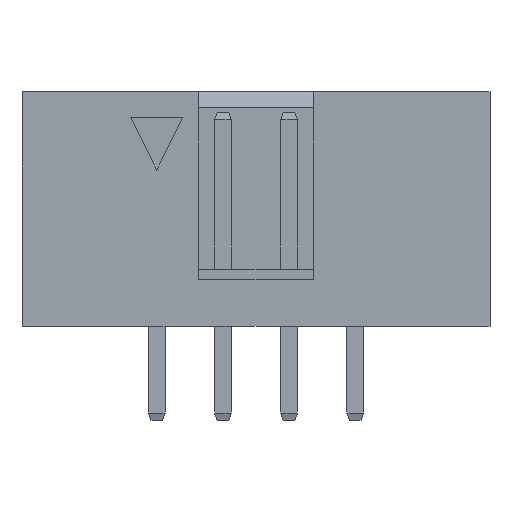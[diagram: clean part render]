
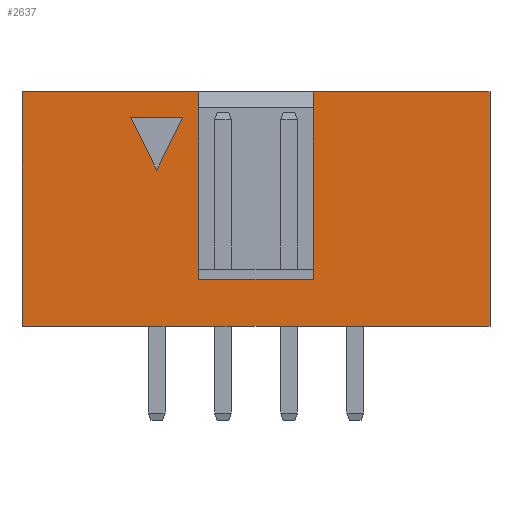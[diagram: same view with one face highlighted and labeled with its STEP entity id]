
A CAD part, front view. The second image highlights one B-rep face of the part: STEP entity #2637.
In plain terms, the highlighted planar face has unit normal (0, -1, 0).
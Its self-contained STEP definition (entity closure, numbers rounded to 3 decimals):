
#20 = VECTOR ( 'NONE', #5198, 1000. ) ;
#29 = DIRECTION ( 'NONE',  ( 1., 0., 0. ) ) ;
#106 = VECTOR ( 'NONE', #2824, 1000. ) ;
#145 = CARTESIAN_POINT ( 'NONE',  ( 1., -3.13, 8. ) ) ;
#174 = VERTEX_POINT ( 'NONE', #4682 ) ;
#177 = CARTESIAN_POINT ( 'NONE',  ( 1., -3.13, 8. ) ) ;
#231 = ORIENTED_EDGE ( 'NONE', *, *, #3807, .T. ) ;
#248 = ORIENTED_EDGE ( 'NONE', *, *, #3236, .F. ) ;
#358 = VECTOR ( 'NONE', #487, 1000. ) ;
#376 = CARTESIAN_POINT ( 'NONE',  ( 0., -3.13, 9. ) ) ;
#430 = VECTOR ( 'NONE', #3471, 1000. ) ;
#439 = LINE ( 'NONE', #2041, #1339 ) ;
#487 = DIRECTION ( 'NONE',  ( 1., 0., 0. ) ) ;
#586 = CARTESIAN_POINT ( 'NONE',  ( -1., -3.13, 8. ) ) ;
#593 = LINE ( 'NONE', #1776, #430 ) ;
#609 = ORIENTED_EDGE ( 'NONE', *, *, #826, .T. ) ;
#682 = VERTEX_POINT ( 'NONE', #145 ) ;
#699 = CARTESIAN_POINT ( 'NONE',  ( -5.17, -3.13, 0. ) ) ;
#747 = EDGE_CURVE ( 'NONE', #1418, #5046, #4547, .T. ) ;
#807 = VECTOR ( 'NONE', #2425, 1000. ) ;
#826 = EDGE_CURVE ( 'NONE', #682, #2061, #2294, .T. ) ;
#830 = CARTESIAN_POINT ( 'NONE',  ( 6.01, -3.13, 1.8 ) ) ;
#939 = VECTOR ( 'NONE', #3386, 1000. ) ;
#1043 = ORIENTED_EDGE ( 'NONE', *, *, #3930, .F. ) ;
#1143 = VERTEX_POINT ( 'NONE', #586 ) ;
#1180 = CARTESIAN_POINT ( 'NONE',  ( 0., -3.13, 6. ) ) ;
#1187 = ORIENTED_EDGE ( 'NONE', *, *, #2722, .T. ) ;
#1305 = VERTEX_POINT ( 'NONE', #2020 ) ;
#1309 = LINE ( 'NONE', #4728, #358 ) ;
#1339 = VECTOR ( 'NONE', #3796, 1000. ) ;
#1345 = LINE ( 'NONE', #4740, #2395 ) ;
#1356 = ORIENTED_EDGE ( 'NONE', *, *, #1437, .T. ) ;
#1399 = CARTESIAN_POINT ( 'NONE',  ( 6.01, -3.13, 9. ) ) ;
#1418 = VERTEX_POINT ( 'NONE', #1399 ) ;
#1437 = EDGE_CURVE ( 'NONE', #3187, #1773, #1345, .T. ) ;
#1547 = PLANE ( 'NONE',  #2226 ) ;
#1600 = CARTESIAN_POINT ( 'NONE',  ( 12.79, -3.13, 9. ) ) ;
#1693 = EDGE_CURVE ( 'NONE', #2061, #1143, #4984, .T. ) ;
#1773 = VERTEX_POINT ( 'NONE', #3373 ) ;
#1776 = CARTESIAN_POINT ( 'NONE',  ( -1.27, -3.13, 8. ) ) ;
#1781 = ORIENTED_EDGE ( 'NONE', *, *, #5283, .T. ) ;
#1853 = EDGE_CURVE ( 'NONE', #1143, #682, #593, .T. ) ;
#1889 = CARTESIAN_POINT ( 'NONE',  ( 6.01, -3.13, 0. ) ) ;
#1955 = FACE_BOUND ( 'NONE', #3189, .T. ) ;
#2020 = CARTESIAN_POINT ( 'NONE',  ( 1.61, -3.13, 9. ) ) ;
#2041 = CARTESIAN_POINT ( 'NONE',  ( 12.79, -3.13, 0. ) ) ;
#2061 = VERTEX_POINT ( 'NONE', #5054 ) ;
#2072 = CARTESIAN_POINT ( 'NONE',  ( -1.27, -3.13, 0. ) ) ;
#2226 = AXIS2_PLACEMENT_3D ( 'NONE', #2072, #4684, #2932 ) ;
#2294 = LINE ( 'NONE', #177, #939 ) ;
#2296 = VECTOR ( 'NONE', #3767, 1000. ) ;
#2369 = LINE ( 'NONE', #4559, #807 ) ;
#2395 = VECTOR ( 'NONE', #29, 1000. ) ;
#2425 = DIRECTION ( 'NONE',  ( -1., 0., 0. ) ) ;
#2637 = ADVANCED_FACE ( 'NONE', ( #1955, #3645 ), #1547, .T. ) ;
#2659 = CARTESIAN_POINT ( 'NONE',  ( 1.61, -3.13, 0. ) ) ;
#2722 = EDGE_CURVE ( 'NONE', #1773, #3384, #439, .T. ) ;
#2824 = DIRECTION ( 'NONE',  ( 0., 0., 1. ) ) ;
#2851 = LINE ( 'NONE', #699, #106 ) ;
#2922 = DIRECTION ( 'NONE',  ( 1., 0., 0. ) ) ;
#2932 = DIRECTION ( 'NONE',  ( 0., 0., -1. ) ) ;
#3010 = EDGE_LOOP ( 'NONE', ( #1043, #3576, #231, #1781, #248, #3542, #1356, #1187 ) ) ;
#3187 = VERTEX_POINT ( 'NONE', #3975 ) ;
#3188 = CARTESIAN_POINT ( 'NONE',  ( -5.17, -3.13, 9. ) ) ;
#3189 = EDGE_LOOP ( 'NONE', ( #5133, #609, #3312 ) ) ;
#3236 = EDGE_CURVE ( 'NONE', #4428, #1305, #4209, .T. ) ;
#3312 = ORIENTED_EDGE ( 'NONE', *, *, #1693, .T. ) ;
#3373 = CARTESIAN_POINT ( 'NONE',  ( 12.79, -3.13, 0. ) ) ;
#3384 = VERTEX_POINT ( 'NONE', #1600 ) ;
#3386 = DIRECTION ( 'NONE',  ( -0.447, 0., -0.894 ) ) ;
#3441 = LINE ( 'NONE', #2659, #20 ) ;
#3471 = DIRECTION ( 'NONE',  ( 1., 0., 0. ) ) ;
#3542 = ORIENTED_EDGE ( 'NONE', *, *, #5494, .F. ) ;
#3576 = ORIENTED_EDGE ( 'NONE', *, *, #747, .T. ) ;
#3645 = FACE_OUTER_BOUND ( 'NONE', #3010, .T. ) ;
#3767 = DIRECTION ( 'NONE',  ( -0.447, 0., 0.894 ) ) ;
#3796 = DIRECTION ( 'NONE',  ( 0., 0., 1. ) ) ;
#3807 = EDGE_CURVE ( 'NONE', #5046, #174, #2369, .T. ) ;
#3930 = EDGE_CURVE ( 'NONE', #1418, #3384, #1309, .T. ) ;
#3975 = CARTESIAN_POINT ( 'NONE',  ( -5.17, -3.13, 0. ) ) ;
#4058 = VECTOR ( 'NONE', #5394, 1000. ) ;
#4209 = LINE ( 'NONE', #376, #5094 ) ;
#4428 = VERTEX_POINT ( 'NONE', #3188 ) ;
#4547 = LINE ( 'NONE', #1889, #4058 ) ;
#4559 = CARTESIAN_POINT ( 'NONE',  ( -1.27, -3.13, 1.8 ) ) ;
#4682 = CARTESIAN_POINT ( 'NONE',  ( 1.61, -3.13, 1.8 ) ) ;
#4684 = DIRECTION ( 'NONE',  ( 0., -1., 0. ) ) ;
#4728 = CARTESIAN_POINT ( 'NONE',  ( 0., -3.13, 9. ) ) ;
#4740 = CARTESIAN_POINT ( 'NONE',  ( 0., -3.13, 0. ) ) ;
#4984 = LINE ( 'NONE', #1180, #2296 ) ;
#5046 = VERTEX_POINT ( 'NONE', #830 ) ;
#5054 = CARTESIAN_POINT ( 'NONE',  ( 0., -3.13, 6. ) ) ;
#5094 = VECTOR ( 'NONE', #2922, 1000. ) ;
#5133 = ORIENTED_EDGE ( 'NONE', *, *, #1853, .T. ) ;
#5198 = DIRECTION ( 'NONE',  ( 0., 0., 1. ) ) ;
#5283 = EDGE_CURVE ( 'NONE', #174, #1305, #3441, .T. ) ;
#5394 = DIRECTION ( 'NONE',  ( 0., 0., -1. ) ) ;
#5494 = EDGE_CURVE ( 'NONE', #3187, #4428, #2851, .T. ) ;
